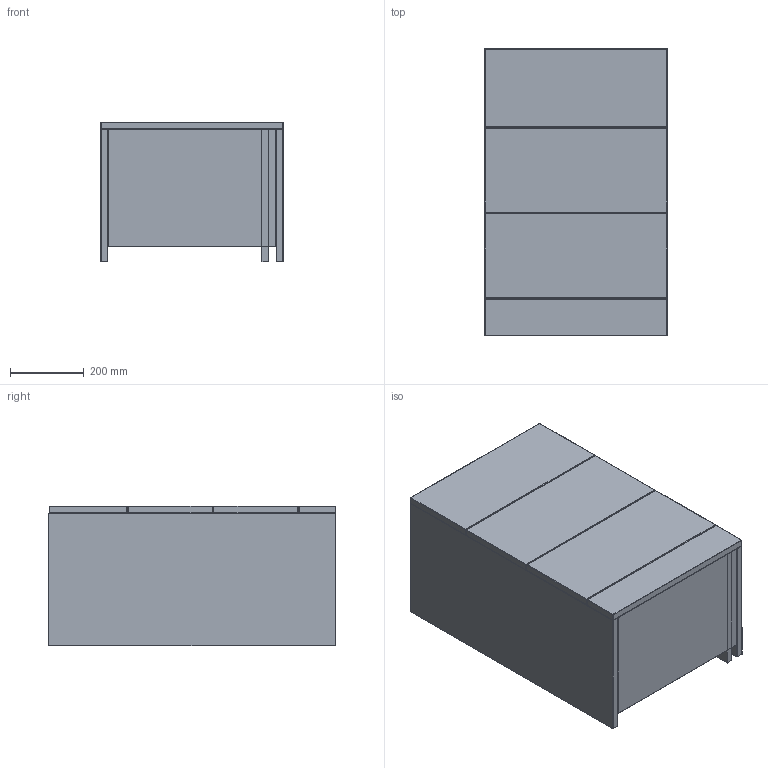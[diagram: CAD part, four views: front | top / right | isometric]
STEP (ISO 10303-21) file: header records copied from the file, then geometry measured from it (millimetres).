
FILE_DESCRIPTION (( 'STEP AP214' ), '1' );
FILE_NAME ('AU_3 Drawer_v10222.STEP', '2022-10-12T11:17:20', ( '' ), ( '' ), 'SwSTEP 2.0', 'SolidWorks 2019', '' );
FILE_SCHEMA (( 'AUTOMOTIVE_DESIGN' ));
Length unit declared in the file: millimetre
Products named in the file (20): Top drawer - in side_50; Bottom drawer - base_50; Top drawer front_50; Bottom drawer - side_50; AU_Top drawer_50; Bottom plinth_50cm; Side panels L_50; AU_Bottom drawer_50; AU_3 Drawer_v10222; Bottom Drawer Front_50; Side panels R_50; Top drawer - base_50; Spacer; Top drawer - back_50; Bottom drawer - back_50; Top drawer - side_50; Front support_50; Top drawer - front_50; Base_50
Assembly tree (28 placements, depth 3):
  AU_3 Drawer_v10222
    Base_50
    Side panels R_50
    Side panels L_50
    AU_Top drawer_50
      Top drawer front_50
      Top drawer - base_50
      Top drawer - side_50  x2
      Top drawer - back_50  x2
      Top drawer - in side_50  x2
      Top drawer - front_50
      Spacer
    AU_Bottom drawer_50
      Bottom Drawer Front_50
      Bottom drawer - base_50
      Bottom drawer - side_50  x2
      Bottom drawer - back_50
    Front support_50
    AU_Bottom drawer_50
      Bottom Drawer Front_50
      Bottom drawer - base_50
      Bottom drawer - side_50  x2
      Bottom drawer - back_50
    Bottom plinth_50cm
Bounding box: 496 x 780 x 380 mm (x, y, z)
Volume: 36432879.6 mm3; surface area: 4680659.3 mm2
Topology: 26 solids, 26 shells, 459 faces, 950 edges, 540 vertices
Faces by surface type: plane 213, cylinder 190, sphere 56
Entity records: 9773 total; most frequent: DIRECTION 1768, CARTESIAN_POINT 1478, ORIENTED_EDGE 1368, AXIS2_PLACEMENT_3D 698, EDGE_CURVE 684, VERTEX_POINT 408, EDGE_LOOP 394, LINE 372
